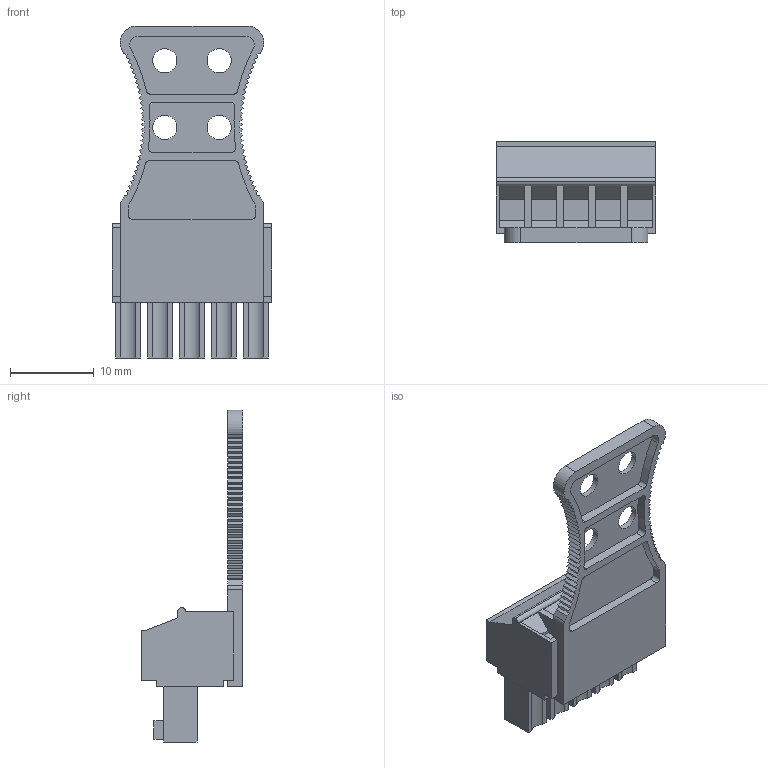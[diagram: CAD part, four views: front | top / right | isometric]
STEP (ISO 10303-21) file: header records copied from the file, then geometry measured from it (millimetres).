
FILE_DESCRIPTION(('CATIA V5 STEP Exchange','CAx-IF Rec.Pracs.--- Model Styling and Organization---1.2---2011-12-15'),'2;1');
FILE_NAME ('D1450050_0_1236270000_1236270000.stp','2018-09-19T12:26:00+00:00',('none'),('Weidmueller'),'CATIA Version 5-6 Release 2014','CATIA V5 STEP AP214','none');
FILE_SCHEMA(('AUTOMOTIVE_DESIGN { 1 0 10303 214 1 1 1 1 }'));
Length unit declared in the file: millimetre
Products named in the file (1): 1236270000
Bounding box: 19.05 x 12.2 x 39.75 mm (x, y, z)
Volume: 2355.6 mm3; surface area: 3050.9 mm2
Topology: 2 solids, 2 shells, 331 faces, 908 edges, 604 vertices
Faces by surface type: plane 263, cylinder 58, cone 10
Entity records: 9859 total; most frequent: ORIENTED_EDGE 1816, CARTESIAN_POINT 1753, DIRECTION 1388, EDGE_CURVE 908, VECTOR 772, LINE 772, VERTEX_POINT 604, AXIS2_PLACEMENT_3D 377
